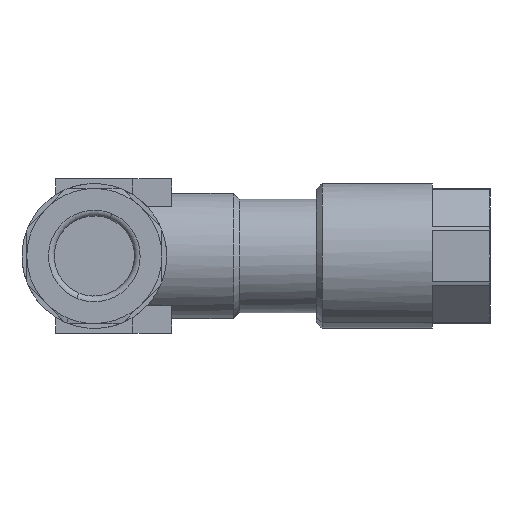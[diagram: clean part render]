
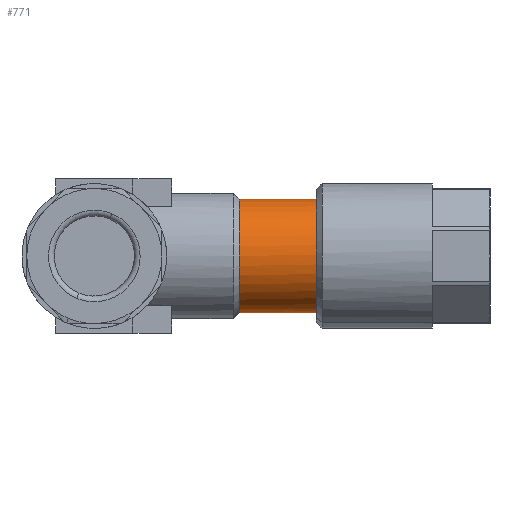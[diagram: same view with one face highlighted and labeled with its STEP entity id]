
A CAD part, left-side view. The second image highlights one B-rep face of the part: STEP entity #771.
In plain terms, the highlighted cylindrical face has radius 2.95 mm (diameter 5.9 mm), a partial arc.
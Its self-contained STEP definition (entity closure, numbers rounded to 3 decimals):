
#18 = CARTESIAN_POINT ( 'NONE',  ( 0., 8.7, -2.95 ) ) ;
#30 = CARTESIAN_POINT ( 'NONE',  ( -1.129, 8.7, -2.725 ) ) ;
#67 = CARTESIAN_POINT ( 'NONE',  ( 0., 13., 2.95 ) ) ;
#69 = CARTESIAN_POINT ( 'NONE',  ( 0., 13., -2.95 ) ) ;
#74 = CARTESIAN_POINT ( 'NONE',  ( 0., 8.7, 2.95 ) ) ;
#306 = AXIS2_PLACEMENT_3D ( 'NONE', #4874, #4875, #4883 ) ;
#622 = VERTEX_POINT ( 'NONE', #74 ) ;
#627 = VERTEX_POINT ( 'NONE', #69 ) ;
#629 = VERTEX_POINT ( 'NONE', #67 ) ;
#666 = VERTEX_POINT ( 'NONE', #30 ) ;
#678 = VERTEX_POINT ( 'NONE', #18 ) ;
#771 = ADVANCED_FACE ( 'NONE', ( #2545 ), #2553, .T. ) ;
#1109 = AXIS2_PLACEMENT_3D ( 'NONE', #5557, #5558, #5559 ) ;
#1114 = AXIS2_PLACEMENT_3D ( 'NONE', #5567, #5568, #5569 ) ;
#1116 = AXIS2_PLACEMENT_3D ( 'NONE', #5609, #5610, #5611 ) ;
#1911 = ORIENTED_EDGE ( 'NONE', *, *, #2403, .F. ) ;
#1912 = ORIENTED_EDGE ( 'NONE', *, *, #2364, .F. ) ;
#1913 = ORIENTED_EDGE ( 'NONE', *, *, #2346, .F. ) ;
#1914 = ORIENTED_EDGE ( 'NONE', *, *, #2405, .T. ) ;
#1915 = ORIENTED_EDGE ( 'NONE', *, *, #2344, .F. ) ;
#1993 = EDGE_LOOP ( 'NONE', ( #1911, #1912, #1913, #1914, #1915 ) ) ;
#2344 = EDGE_CURVE ( 'NONE', #627, #629, #3933, .T. ) ;
#2346 = EDGE_CURVE ( 'NONE', #622, #666, #3938, .T. ) ;
#2364 = EDGE_CURVE ( 'NONE', #666, #678, #3948, .T. ) ;
#2403 = EDGE_CURVE ( 'NONE', #678, #627, #4000, .T. ) ;
#2405 = EDGE_CURVE ( 'NONE', #622, #629, #3999, .T. ) ;
#2545 = FACE_OUTER_BOUND ( 'NONE', #1993, .T. ) ;
#2553 = CYLINDRICAL_SURFACE ( 'NONE', #306, 2.95 ) ;
#3933 = CIRCLE ( 'NONE', #1109, 2.95 ) ;
#3938 = CIRCLE ( 'NONE', #1114, 2.95 ) ;
#3948 = CIRCLE ( 'NONE', #1116, 2.95 ) ;
#3999 = LINE ( 'NONE', #5705, #4004 ) ;
#4000 = LINE ( 'NONE', #5701, #4001 ) ;
#4001 = VECTOR ( 'NONE', #5703, 1000. ) ;
#4004 = VECTOR ( 'NONE', #5702, 1000. ) ;
#4874 = CARTESIAN_POINT ( 'NONE',  ( 0., 14.15, 0. ) ) ;
#4875 = DIRECTION ( 'NONE',  ( 0., 1., 0. ) ) ;
#4883 = DIRECTION ( 'NONE',  ( 0., 0., 1. ) ) ;
#5557 = CARTESIAN_POINT ( 'NONE',  ( 0., 13., 0. ) ) ;
#5558 = DIRECTION ( 'NONE',  ( 0., 1., 0. ) ) ;
#5559 = DIRECTION ( 'NONE',  ( 0., 0., 1. ) ) ;
#5567 = CARTESIAN_POINT ( 'NONE',  ( 0., 8.7, 0. ) ) ;
#5568 = DIRECTION ( 'NONE',  ( 0., -1., 0. ) ) ;
#5569 = DIRECTION ( 'NONE',  ( 0., 0., 1. ) ) ;
#5609 = CARTESIAN_POINT ( 'NONE',  ( 0., 8.7, 0. ) ) ;
#5610 = DIRECTION ( 'NONE',  ( 0., -1., 0. ) ) ;
#5611 = DIRECTION ( 'NONE',  ( 0., 0., 1. ) ) ;
#5701 = CARTESIAN_POINT ( 'NONE',  ( 0., 14.15, -2.95 ) ) ;
#5702 = DIRECTION ( 'NONE',  ( 0., 1., 0. ) ) ;
#5703 = DIRECTION ( 'NONE',  ( 0., 1., 0. ) ) ;
#5705 = CARTESIAN_POINT ( 'NONE',  ( 0., 14.15, 2.95 ) ) ;
